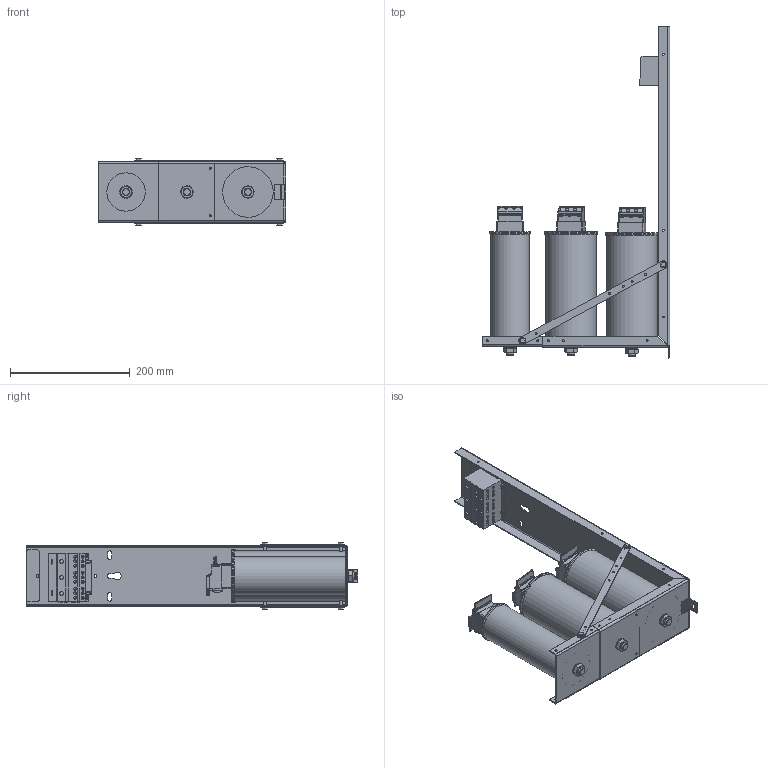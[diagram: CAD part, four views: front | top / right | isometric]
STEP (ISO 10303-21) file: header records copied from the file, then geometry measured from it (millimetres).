
FILE_DESCRIPTION(/* description */ (''),/* implementation_level */ '2;1');
FILE_NAME(/* name */ 'KPCUL028A64 - Configuration A.stp',/* time_stamp */ '2023-01-25T07:47:21-06:00',/* author */ ('jnelson'),/* organization */ (''),/* preprocessor_version */ 'ST-DEVELOPER v19.2',/* originating_system */ 'Autodesk Inventor 2023',/* authorisation */ '');
FILE_SCHEMA (('AUTOMOTIVE_DESIGN { 1 0 10303 214 3 1 1 }'));
Length unit declared in the file: inch
Products named in the file (19): KPCUL028A64 - VISHAY; 23837; 28065; 27934; 27937; 27945; 27791-A; 25441; 32449; 32449-can; 32450; 32450-can; Vishay Spring Type Top Assembly; Vishay Spring top base; Vishay Spring button; Vishay Spring button-2; vishay bleeder; M12 NUT; M12 Internal lock wasker
Assembly tree (29 placements, depth 4):
  KPCUL028A64 - VISHAY
    23837
    27791-A  x2
    28065
    27934
    27937
    27945
    25441  x4
    32449
      32449-can
      Vishay Spring Type Top Assembly
        Vishay Spring top base
        Vishay Spring button
        Vishay Spring button-2  x3
      vishay bleeder
      M12 NUT
      M12 Internal lock wasker
    32450  x2
      32450-can
      Vishay Spring Type Top Assembly
        Vishay Spring top base
        Vishay Spring button
        Vishay Spring button-2  x3
      vishay bleeder
      M12 NUT
      M12 Internal lock wasker
Bounding box: 313.31 x 553.72 x 112.14 mm (x, y, z)
Volume: 3231098.4 mm3; surface area: 551746.9 mm2
Topology: 44 solids, 44 shells, 1942 faces, 4785 edges, 2993 vertices
Faces by surface type: plane 886, cylinder 644, bspline 186, sphere 105, torus 73, cone 48
Full cylindrical faces by diameter (mm): 0.321 x3, 0.781 x3, 3.251 x18, 3.429 x2, 3.556 x14, 4.572 x36, 4.597 x4, 4.801 x4, 5.08 x18, 6.288 x3, 6.35 x10, 6.604 x3, 8.094 x3, 10.051 x6, 11.176 x3, 11.999 x3, 12 x9, 14.224 x4, 20.5 x3, 57.683 x3, 64.007 x2, 67.6 x1, 84.379 x4, 88.189 x2
Entity records: 33435 total; most frequent: CARTESIAN_POINT 11476, ORIENTED_EDGE 4484, DIRECTION 4194, EDGE_CURVE 2242, AXIS2_PLACEMENT_3D 1517, VERTEX_POINT 1439, LINE 1160, VECTOR 1160
